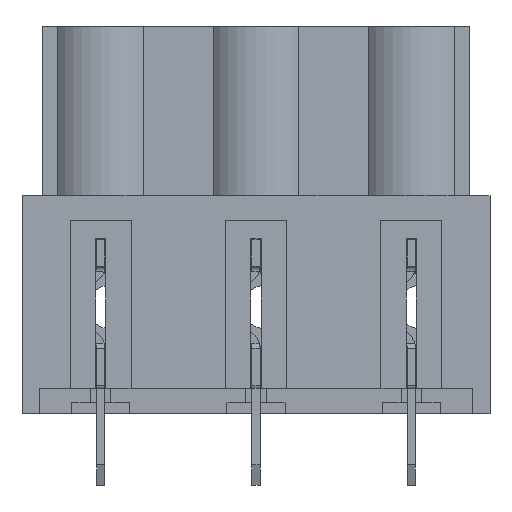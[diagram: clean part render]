
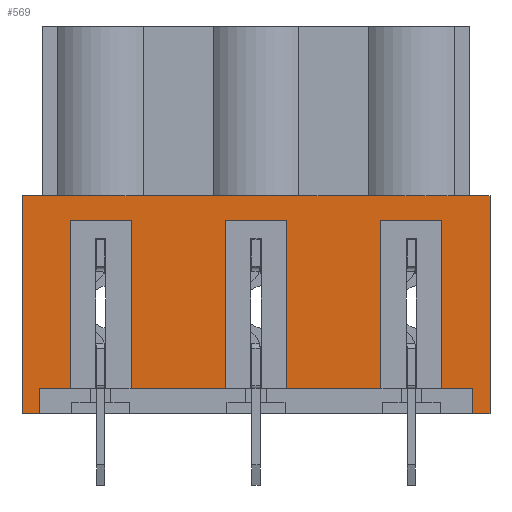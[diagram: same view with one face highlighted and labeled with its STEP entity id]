
A CAD part, front view. The second image highlights one B-rep face of the part: STEP entity #569.
In plain terms, the highlighted planar face has unit normal (0, -1, 0).
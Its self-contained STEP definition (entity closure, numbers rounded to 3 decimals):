
#569 = ADVANCED_FACE( '', ( #1340 ), #1341, .T. );
#1340 = FACE_OUTER_BOUND( '', #2350, .T. );
#1341 = PLANE( '', #2351 );
#2350 = EDGE_LOOP( '', ( #3829, #3830, #3831, #3832, #3833, #3834, #3835, #3836, #3837, #3838, #3839, #3840, #3841, #3842, #3843, #3844, #3845, #3846, #3847, #3848 ) );
#2351 = AXIS2_PLACEMENT_3D( '', #3849, #3850, #3851 );
#3829 = ORIENTED_EDGE( '', *, *, #6629, .F. );
#3830 = ORIENTED_EDGE( '', *, *, #6630, .T. );
#3831 = ORIENTED_EDGE( '', *, *, #6631, .F. );
#3832 = ORIENTED_EDGE( '', *, *, #6632, .F. );
#3833 = ORIENTED_EDGE( '', *, *, #6633, .F. );
#3834 = ORIENTED_EDGE( '', *, *, #6634, .T. );
#3835 = ORIENTED_EDGE( '', *, *, #6635, .T. );
#3836 = ORIENTED_EDGE( '', *, *, #6636, .F. );
#3837 = ORIENTED_EDGE( '', *, *, #6637, .F. );
#3838 = ORIENTED_EDGE( '', *, *, #6638, .T. );
#3839 = ORIENTED_EDGE( '', *, *, #6639, .F. );
#3840 = ORIENTED_EDGE( '', *, *, #6640, .F. );
#3841 = ORIENTED_EDGE( '', *, *, #6641, .F. );
#3842 = ORIENTED_EDGE( '', *, *, #6642, .T. );
#3843 = ORIENTED_EDGE( '', *, *, #6620, .F. );
#3844 = ORIENTED_EDGE( '', *, *, #6615, .F. );
#3845 = ORIENTED_EDGE( '', *, *, #6643, .F. );
#3846 = ORIENTED_EDGE( '', *, *, #6644, .T. );
#3847 = ORIENTED_EDGE( '', *, *, #6645, .F. );
#3848 = ORIENTED_EDGE( '', *, *, #6646, .F. );
#3849 = CARTESIAN_POINT( '', ( 10.48, -4.25, -10.7 ) );
#3850 = DIRECTION( '', ( 0., -1., 0. ) );
#3851 = DIRECTION( '', ( 0., 0., -1. ) );
#6615 = EDGE_CURVE( '', #8126, #8127, #8128, .T. );
#6620 = EDGE_CURVE( '', #8127, #8135, #8136, .T. );
#6629 = EDGE_CURVE( '', #8150, #8151, #8152, .T. );
#6630 = EDGE_CURVE( '', #8150, #8153, #8154, .T. );
#6631 = EDGE_CURVE( '', #8155, #8153, #8156, .T. );
#6632 = EDGE_CURVE( '', #8157, #8155, #8158, .T. );
#6633 = EDGE_CURVE( '', #8159, #8157, #8160, .T. );
#6634 = EDGE_CURVE( '', #8159, #8161, #8162, .T. );
#6635 = EDGE_CURVE( '', #8161, #8163, #8164, .T. );
#6636 = EDGE_CURVE( '', #8165, #8163, #8166, .T. );
#6637 = EDGE_CURVE( '', #8167, #8165, #8168, .T. );
#6638 = EDGE_CURVE( '', #8167, #8169, #8170, .T. );
#6639 = EDGE_CURVE( '', #8171, #8169, #8172, .T. );
#6640 = EDGE_CURVE( '', #8173, #8171, #8174, .T. );
#6641 = EDGE_CURVE( '', #8175, #8173, #8176, .T. );
#6642 = EDGE_CURVE( '', #8175, #8135, #8177, .T. );
#6643 = EDGE_CURVE( '', #8178, #8126, #8179, .T. );
#6644 = EDGE_CURVE( '', #8178, #8180, #8181, .T. );
#6645 = EDGE_CURVE( '', #8182, #8180, #8183, .T. );
#6646 = EDGE_CURVE( '', #8151, #8182, #8184, .T. );
#8126 = VERTEX_POINT( '', #10276 );
#8127 = VERTEX_POINT( '', #10277 );
#8128 = LINE( '', #10278, #10279 );
#8135 = VERTEX_POINT( '', #10289 );
#8136 = LINE( '', #10290, #10291 );
#8150 = VERTEX_POINT( '', #10309 );
#8151 = VERTEX_POINT( '', #10310 );
#8152 = LINE( '', #10311, #10312 );
#8153 = VERTEX_POINT( '', #10313 );
#8154 = LINE( '', #10314, #10315 );
#8155 = VERTEX_POINT( '', #10316 );
#8156 = LINE( '', #10317, #10318 );
#8157 = VERTEX_POINT( '', #10319 );
#8158 = LINE( '', #10320, #10321 );
#8159 = VERTEX_POINT( '', #10322 );
#8160 = LINE( '', #10323, #10324 );
#8161 = VERTEX_POINT( '', #10325 );
#8162 = LINE( '', #10326, #10327 );
#8163 = VERTEX_POINT( '', #10328 );
#8164 = LINE( '', #10329, #10330 );
#8165 = VERTEX_POINT( '', #10331 );
#8166 = LINE( '', #10332, #10333 );
#8167 = VERTEX_POINT( '', #10334 );
#8168 = LINE( '', #10335, #10336 );
#8169 = VERTEX_POINT( '', #10337 );
#8170 = LINE( '', #10338, #10339 );
#8171 = VERTEX_POINT( '', #10340 );
#8172 = LINE( '', #10341, #10342 );
#8173 = VERTEX_POINT( '', #10343 );
#8174 = LINE( '', #10344, #10345 );
#8175 = VERTEX_POINT( '', #10346 );
#8176 = LINE( '', #10347, #10348 );
#8177 = LINE( '', #10349, #10350 );
#8178 = VERTEX_POINT( '', #10351 );
#8179 = LINE( '', #10352, #10353 );
#8180 = VERTEX_POINT( '', #10354 );
#8181 = LINE( '', #10355, #10356 );
#8182 = VERTEX_POINT( '', #10357 );
#8183 = LINE( '', #10358, #10359 );
#8184 = LINE( '', #10360, #10361 );
#10276 = CARTESIAN_POINT( '', ( -6.12, -4.25, -1.2 ) );
#10277 = CARTESIAN_POINT( '', ( -9.12, -4.25, -1.2 ) );
#10278 = CARTESIAN_POINT( '', ( -6.12, -4.25, -1.2 ) );
#10279 = VECTOR( '', #12314, 1000. );
#10289 = CARTESIAN_POINT( '', ( -9.12, -4.25, -9.45 ) );
#10290 = CARTESIAN_POINT( '', ( -9.12, -4.25, -1.2 ) );
#10291 = VECTOR( '', #12318, 1000. );
#10309 = CARTESIAN_POINT( '', ( 1.5, -4.25, -9.45 ) );
#10310 = CARTESIAN_POINT( '', ( 1.5, -4.25, -1.2 ) );
#10311 = CARTESIAN_POINT( '', ( 1.5, -4.25, -10.7 ) );
#10312 = VECTOR( '', #12329, 1000. );
#10313 = CARTESIAN_POINT( '', ( 6.12, -4.25, -9.45 ) );
#10314 = CARTESIAN_POINT( '', ( -10.63, -4.25, -9.45 ) );
#10315 = VECTOR( '', #12330, 1000. );
#10316 = CARTESIAN_POINT( '', ( 6.12, -4.25, -1.2 ) );
#10317 = CARTESIAN_POINT( '', ( 6.12, -4.25, -1.2 ) );
#10318 = VECTOR( '', #12331, 1000. );
#10319 = CARTESIAN_POINT( '', ( 9.12, -4.25, -1.2 ) );
#10320 = CARTESIAN_POINT( '', ( 9.12, -4.25, -1.2 ) );
#10321 = VECTOR( '', #12332, 1000. );
#10322 = CARTESIAN_POINT( '', ( 9.12, -4.25, -9.45 ) );
#10323 = CARTESIAN_POINT( '', ( 9.12, -4.25, -10.7 ) );
#10324 = VECTOR( '', #12333, 1000. );
#10325 = CARTESIAN_POINT( '', ( 10.63, -4.25, -9.45 ) );
#10326 = CARTESIAN_POINT( '', ( -10.63, -4.25, -9.45 ) );
#10327 = VECTOR( '', #12334, 1000. );
#10328 = CARTESIAN_POINT( '', ( 10.63, -4.25, -10.7 ) );
#10329 = CARTESIAN_POINT( '', ( 10.63, -4.25, -9.45 ) );
#10330 = VECTOR( '', #12335, 1000. );
#10331 = CARTESIAN_POINT( '', ( 11.48, -4.25, -10.7 ) );
#10332 = CARTESIAN_POINT( '', ( 10.48, -4.25, -10.7 ) );
#10333 = VECTOR( '', #12336, 1000. );
#10334 = CARTESIAN_POINT( '', ( 11.48, -4.25, 0. ) );
#10335 = CARTESIAN_POINT( '', ( 11.48, -4.25, -8.9 ) );
#10336 = VECTOR( '', #12337, 1000. );
#10337 = CARTESIAN_POINT( '', ( -11.48, -4.25, 0. ) );
#10338 = CARTESIAN_POINT( '', ( 10.48, -4.25, 0. ) );
#10339 = VECTOR( '', #12338, 1000. );
#10340 = CARTESIAN_POINT( '', ( -11.48, -4.25, -10.7 ) );
#10341 = CARTESIAN_POINT( '', ( -11.48, -4.25, -10.7 ) );
#10342 = VECTOR( '', #12339, 1000. );
#10343 = CARTESIAN_POINT( '', ( -10.63, -4.25, -10.7 ) );
#10344 = CARTESIAN_POINT( '', ( 10.48, -4.25, -10.7 ) );
#10345 = VECTOR( '', #12340, 1000. );
#10346 = CARTESIAN_POINT( '', ( -10.63, -4.25, -9.45 ) );
#10347 = CARTESIAN_POINT( '', ( -10.63, -4.25, -9.45 ) );
#10348 = VECTOR( '', #12341, 1000. );
#10349 = CARTESIAN_POINT( '', ( -10.63, -4.25, -9.45 ) );
#10350 = VECTOR( '', #12342, 1000. );
#10351 = CARTESIAN_POINT( '', ( -6.12, -4.25, -9.45 ) );
#10352 = CARTESIAN_POINT( '', ( -6.12, -4.25, -10.7 ) );
#10353 = VECTOR( '', #12343, 1000. );
#10354 = CARTESIAN_POINT( '', ( -1.5, -4.25, -9.45 ) );
#10355 = CARTESIAN_POINT( '', ( -10.63, -4.25, -9.45 ) );
#10356 = VECTOR( '', #12344, 1000. );
#10357 = CARTESIAN_POINT( '', ( -1.5, -4.25, -1.2 ) );
#10358 = CARTESIAN_POINT( '', ( -1.5, -4.25, -1.2 ) );
#10359 = VECTOR( '', #12345, 1000. );
#10360 = CARTESIAN_POINT( '', ( 1.5, -4.25, -1.2 ) );
#10361 = VECTOR( '', #12346, 1000. );
#12314 = DIRECTION( '', ( -1., 0., 0. ) );
#12318 = DIRECTION( '', ( 0., 0., -1. ) );
#12329 = DIRECTION( '', ( 0., 0., 1. ) );
#12330 = DIRECTION( '', ( 1., 0., 0. ) );
#12331 = DIRECTION( '', ( 0., 0., -1. ) );
#12332 = DIRECTION( '', ( -1., 0., 0. ) );
#12333 = DIRECTION( '', ( 0., 0., 1. ) );
#12334 = DIRECTION( '', ( 1., 0., 0. ) );
#12335 = DIRECTION( '', ( 0., 0., -1. ) );
#12336 = DIRECTION( '', ( -1., 0., 0. ) );
#12337 = DIRECTION( '', ( 0., 0., -1. ) );
#12338 = DIRECTION( '', ( -1., 0., 0. ) );
#12339 = DIRECTION( '', ( 0., 0., 1. ) );
#12340 = DIRECTION( '', ( -1., 0., 0. ) );
#12341 = DIRECTION( '', ( 0., 0., -1. ) );
#12342 = DIRECTION( '', ( 1., 0., 0. ) );
#12343 = DIRECTION( '', ( 0., 0., 1. ) );
#12344 = DIRECTION( '', ( 1., 0., 0. ) );
#12345 = DIRECTION( '', ( 0., 0., -1. ) );
#12346 = DIRECTION( '', ( -1., 0., 0. ) );
